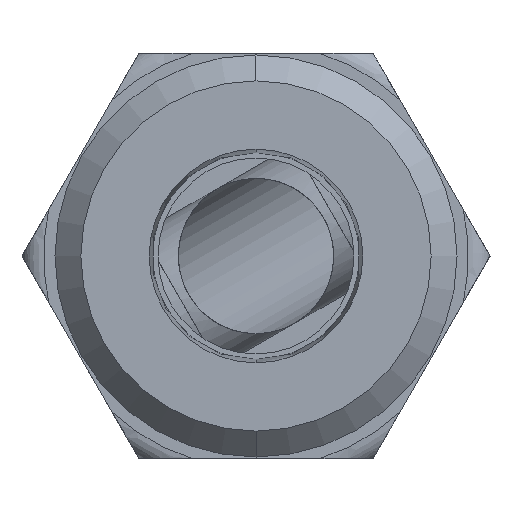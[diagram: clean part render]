
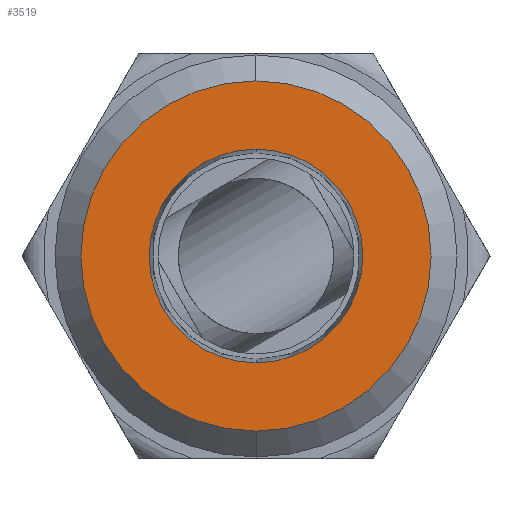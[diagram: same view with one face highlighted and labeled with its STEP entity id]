
A CAD part, front view. The second image highlights one B-rep face of the part: STEP entity #3519.
In plain terms, the highlighted planar face has unit normal (0, -1, 0).
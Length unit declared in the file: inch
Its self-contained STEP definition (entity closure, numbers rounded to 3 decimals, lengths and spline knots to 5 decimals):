
#103 = CIRCLE ( 'NONE', #1464, 0.49444 ) ;
#205 = CIRCLE ( 'NONE', #2458, 0.49444 ) ;
#284 = VERTEX_POINT ( 'NONE', #289 ) ;
#289 = CARTESIAN_POINT ( 'NONE',  ( 0., -3.96, 0.81 ) ) ;
#418 = CARTESIAN_POINT ( 'NONE',  ( 0., -3.96, 0. ) ) ;
#447 = DIRECTION ( 'NONE',  ( 0., 0., -1. ) ) ;
#582 = CARTESIAN_POINT ( 'NONE',  ( 0., -3.96, 0. ) ) ;
#704 = ORIENTED_EDGE ( 'NONE', *, *, #2775, .T. ) ;
#732 = CARTESIAN_POINT ( 'NONE',  ( 0., -3.96, -0.81 ) ) ;
#991 = ORIENTED_EDGE ( 'NONE', *, *, #2981, .F. ) ;
#993 = FACE_BOUND ( 'NONE', #2252, .T. ) ;
#1073 = EDGE_CURVE ( 'NONE', #284, #3156, #1454, .T. ) ;
#1076 = ORIENTED_EDGE ( 'NONE', *, *, #1073, .T. ) ;
#1219 = VERTEX_POINT ( 'NONE', #2005 ) ;
#1378 = FACE_OUTER_BOUND ( 'NONE', #1727, .T. ) ;
#1454 = CIRCLE ( 'NONE', #1519, 0.81 ) ;
#1464 = AXIS2_PLACEMENT_3D ( 'NONE', #582, #2826, #2799 ) ;
#1519 = AXIS2_PLACEMENT_3D ( 'NONE', #3012, #2004, #1655 ) ;
#1634 = CARTESIAN_POINT ( 'NONE',  ( 0., -3.96, 0. ) ) ;
#1647 = PLANE ( 'NONE',  #2919 ) ;
#1655 = DIRECTION ( 'NONE',  ( 0., 0., -1. ) ) ;
#1727 = EDGE_LOOP ( 'NONE', ( #704, #1076 ) ) ;
#1809 = EDGE_CURVE ( 'NONE', #2407, #1219, #205, .T. ) ;
#1921 = CIRCLE ( 'NONE', #2233, 0.81 ) ;
#2004 = DIRECTION ( 'NONE',  ( 0., -1., 0. ) ) ;
#2005 = CARTESIAN_POINT ( 'NONE',  ( 0., -3.96, 0.49444 ) ) ;
#2215 = CARTESIAN_POINT ( 'NONE',  ( 0., -3.96, 0. ) ) ;
#2233 = AXIS2_PLACEMENT_3D ( 'NONE', #418, #2581, #447 ) ;
#2252 = EDGE_LOOP ( 'NONE', ( #2887, #991 ) ) ;
#2322 = CARTESIAN_POINT ( 'NONE',  ( 0., -3.96, -0.49444 ) ) ;
#2407 = VERTEX_POINT ( 'NONE', #2322 ) ;
#2458 = AXIS2_PLACEMENT_3D ( 'NONE', #1634, #2972, #3488 ) ;
#2494 = DIRECTION ( 'NONE',  ( 0., -1., 0. ) ) ;
#2581 = DIRECTION ( 'NONE',  ( 0., -1., 0. ) ) ;
#2775 = EDGE_CURVE ( 'NONE', #3156, #284, #1921, .T. ) ;
#2799 = DIRECTION ( 'NONE',  ( 0., 0., -1. ) ) ;
#2826 = DIRECTION ( 'NONE',  ( 0., -1., 0. ) ) ;
#2887 = ORIENTED_EDGE ( 'NONE', *, *, #1809, .F. ) ;
#2919 = AXIS2_PLACEMENT_3D ( 'NONE', #2215, #2494, #3620 ) ;
#2972 = DIRECTION ( 'NONE',  ( 0., -1., 0. ) ) ;
#2981 = EDGE_CURVE ( 'NONE', #1219, #2407, #103, .T. ) ;
#3012 = CARTESIAN_POINT ( 'NONE',  ( 0., -3.96, 0. ) ) ;
#3156 = VERTEX_POINT ( 'NONE', #732 ) ;
#3488 = DIRECTION ( 'NONE',  ( 0., 0., -1. ) ) ;
#3519 = ADVANCED_FACE ( 'NONE', ( #993, #1378 ), #1647, .T. ) ;
#3620 = DIRECTION ( 'NONE',  ( 0., 0., -1. ) ) ;
